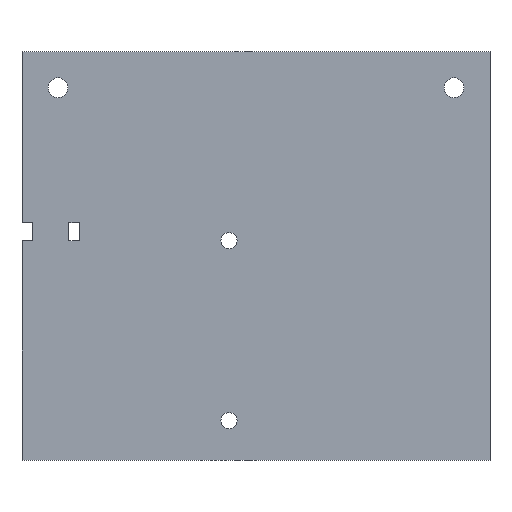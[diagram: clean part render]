
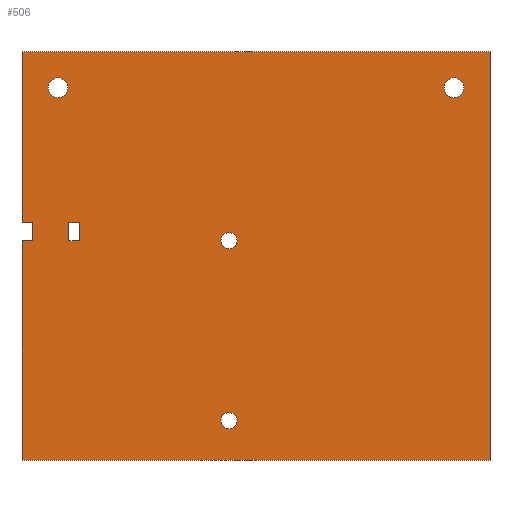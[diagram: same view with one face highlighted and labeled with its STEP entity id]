
A CAD part, front view. The second image highlights one B-rep face of the part: STEP entity #506.
In plain terms, the highlighted planar face has unit normal (0, -1, 0).
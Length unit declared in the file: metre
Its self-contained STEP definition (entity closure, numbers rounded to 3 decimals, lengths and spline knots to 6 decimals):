
#22=CIRCLE('',#549,0.00275);
#23=CIRCLE('',#552,0.00275);
#24=CIRCLE('',#554,0.00225);
#25=CIRCLE('',#555,0.00225);
#82=ORIENTED_EDGE('',*,*,#203,.T.);
#83=ORIENTED_EDGE('',*,*,#204,.F.);
#84=ORIENTED_EDGE('',*,*,#205,.F.);
#85=ORIENTED_EDGE('',*,*,#206,.T.);
#86=ORIENTED_EDGE('',*,*,#207,.T.);
#87=ORIENTED_EDGE('',*,*,#208,.T.);
#88=ORIENTED_EDGE('',*,*,#185,.T.);
#89=ORIENTED_EDGE('',*,*,#196,.F.);
#90=ORIENTED_EDGE('',*,*,#189,.F.);
#91=ORIENTED_EDGE('',*,*,#197,.T.);
#92=ORIENTED_EDGE('',*,*,#201,.T.);
#93=ORIENTED_EDGE('',*,*,#209,.F.);
#94=ORIENTED_EDGE('',*,*,#210,.F.);
#95=ORIENTED_EDGE('',*,*,#211,.F.);
#96=ORIENTED_EDGE('',*,*,#199,.T.);
#97=ORIENTED_EDGE('',*,*,#202,.F.);
#185=EDGE_CURVE('',#251,#250,#295,.T.);
#189=EDGE_CURVE('',#253,#254,#299,.T.);
#196=EDGE_CURVE('',#254,#250,#306,.T.);
#197=EDGE_CURVE('',#253,#258,#307,.T.);
#199=EDGE_CURVE('',#259,#259,#22,.T.);
#201=EDGE_CURVE('',#258,#260,#310,.T.);
#202=EDGE_CURVE('',#261,#261,#23,.T.);
#203=EDGE_CURVE('',#262,#263,#311,.T.);
#204=EDGE_CURVE('',#264,#263,#312,.T.);
#205=EDGE_CURVE('',#265,#264,#313,.T.);
#206=EDGE_CURVE('',#265,#262,#314,.T.);
#207=EDGE_CURVE('',#266,#267,#315,.T.);
#208=EDGE_CURVE('',#267,#251,#316,.T.);
#209=EDGE_CURVE('',#266,#260,#317,.T.);
#210=EDGE_CURVE('',#268,#268,#24,.F.);
#211=EDGE_CURVE('',#269,#269,#25,.F.);
#250=VERTEX_POINT('',#763);
#251=VERTEX_POINT('',#765);
#253=VERTEX_POINT('',#771);
#254=VERTEX_POINT('',#773);
#258=VERTEX_POINT('',#787);
#259=VERTEX_POINT('',#791);
#260=VERTEX_POINT('',#794);
#261=VERTEX_POINT('',#798);
#262=VERTEX_POINT('',#801);
#263=VERTEX_POINT('',#802);
#264=VERTEX_POINT('',#804);
#265=VERTEX_POINT('',#806);
#266=VERTEX_POINT('',#809);
#267=VERTEX_POINT('',#810);
#268=VERTEX_POINT('',#814);
#269=VERTEX_POINT('',#816);
#295=LINE('',#764,#349);
#299=LINE('',#772,#353);
#306=LINE('',#784,#360);
#307=LINE('',#786,#361);
#310=LINE('',#795,#364);
#311=LINE('',#800,#365);
#312=LINE('',#803,#366);
#313=LINE('',#805,#367);
#314=LINE('',#807,#368);
#315=LINE('',#808,#369);
#316=LINE('',#811,#370);
#317=LINE('',#812,#371);
#349=VECTOR('',#612,1.);
#353=VECTOR('',#618,1.);
#360=VECTOR('',#627,1.);
#361=VECTOR('',#630,1.);
#364=VECTOR('',#639,1.);
#365=VECTOR('',#646,1.);
#366=VECTOR('',#647,1.);
#367=VECTOR('',#648,1.);
#368=VECTOR('',#649,1.);
#369=VECTOR('',#650,1.);
#370=VECTOR('',#651,1.);
#371=VECTOR('',#652,1.);
#399=EDGE_LOOP('',(#82,#83,#84,#85));
#400=EDGE_LOOP('',(#86,#87,#88,#89,#90,#91,#92,#93));
#401=EDGE_LOOP('',(#94));
#402=EDGE_LOOP('',(#95));
#403=EDGE_LOOP('',(#96));
#404=EDGE_LOOP('',(#97));
#445=FACE_BOUND('',#399,.T.);
#446=FACE_BOUND('',#400,.T.);
#447=FACE_BOUND('',#401,.T.);
#448=FACE_BOUND('',#402,.T.);
#449=FACE_BOUND('',#403,.T.);
#450=FACE_BOUND('',#404,.T.);
#482=PLANE('',#553);
#506=ADVANCED_FACE('',(#445,#446,#447,#448,#449,#450),#482,.F.);
#549=AXIS2_PLACEMENT_3D('',#790,#634,#635);
#552=AXIS2_PLACEMENT_3D('',#797,#642,#643);
#553=AXIS2_PLACEMENT_3D('',#799,#644,#645);
#554=AXIS2_PLACEMENT_3D('',#813,#653,#654);
#555=AXIS2_PLACEMENT_3D('',#815,#655,#656);
#612=DIRECTION('',(0.,0.,-1.));
#618=DIRECTION('',(0.,0.,-1.));
#627=DIRECTION('',(-1.,0.,0.));
#630=DIRECTION('',(-1.,0.,0.));
#634=DIRECTION('',(0.,1.,0.));
#635=DIRECTION('',(-1.,0.,0.));
#639=DIRECTION('',(0.,0.,-1.));
#642=DIRECTION('',(0.,-1.,0.));
#643=DIRECTION('',(-1.,0.,0.));
#644=DIRECTION('',(0.,1.,0.));
#645=DIRECTION('',(-1.,0.,0.));
#646=DIRECTION('',(0.,0.,-1.));
#647=DIRECTION('',(1.,0.,0.));
#648=DIRECTION('',(0.,0.,-1.));
#649=DIRECTION('',(1.,0.,0.));
#650=DIRECTION('',(0.,0.,-1.));
#651=DIRECTION('',(-1.,0.,0.));
#652=DIRECTION('',(-1.,0.,0.));
#653=DIRECTION('',(0.,1.,0.));
#654=DIRECTION('',(-1.,0.,0.));
#655=DIRECTION('',(0.,1.,0.));
#656=DIRECTION('',(-1.,0.,0.));
#763=CARTESIAN_POINT('',(0.12,0.01,0.055672));
#764=CARTESIAN_POINT('',(0.12,0.01,0.112422));
#765=CARTESIAN_POINT('',(0.12,0.01,0.116672));
#771=CARTESIAN_POINT('',(0.25,0.01,0.169172));
#772=CARTESIAN_POINT('',(0.25,0.01,0.112422));
#773=CARTESIAN_POINT('',(0.25,0.01,0.055672));
#784=CARTESIAN_POINT('',(0.185,0.01,0.055672));
#786=CARTESIAN_POINT('',(0.185,0.01,0.169172));
#787=CARTESIAN_POINT('',(0.12,0.01,0.169172));
#790=CARTESIAN_POINT('',(0.24,0.01,0.159172));
#791=CARTESIAN_POINT('',(0.23725,0.01,0.159172));
#794=CARTESIAN_POINT('',(0.12,0.01,0.121672));
#795=CARTESIAN_POINT('',(0.12,0.01,0.112422));
#797=CARTESIAN_POINT('',(0.13,0.01,0.159172));
#798=CARTESIAN_POINT('',(0.12725,0.01,0.159172));
#799=CARTESIAN_POINT('',(0.185,0.01,0.11717));
#800=CARTESIAN_POINT('',(0.136,0.01,0.119172));
#801=CARTESIAN_POINT('',(0.136,0.01,0.121672));
#802=CARTESIAN_POINT('',(0.136,0.01,0.116672));
#803=CARTESIAN_POINT('',(0.1345,0.01,0.116672));
#804=CARTESIAN_POINT('',(0.133,0.01,0.116672));
#805=CARTESIAN_POINT('',(0.133,0.01,0.119172));
#806=CARTESIAN_POINT('',(0.133,0.01,0.121672));
#807=CARTESIAN_POINT('',(0.1345,0.01,0.121672));
#808=CARTESIAN_POINT('',(0.123,0.01,0.119172));
#809=CARTESIAN_POINT('',(0.123,0.01,0.121672));
#810=CARTESIAN_POINT('',(0.123,0.01,0.116672));
#811=CARTESIAN_POINT('',(0.1215,0.01,0.116672));
#812=CARTESIAN_POINT('',(0.1215,0.01,0.121672));
#813=CARTESIAN_POINT('',(0.1775,0.01,0.116672));
#814=CARTESIAN_POINT('',(0.17525,0.01,0.116672));
#815=CARTESIAN_POINT('',(0.1775,0.01,0.066672));
#816=CARTESIAN_POINT('',(0.17525,0.01,0.066672));
